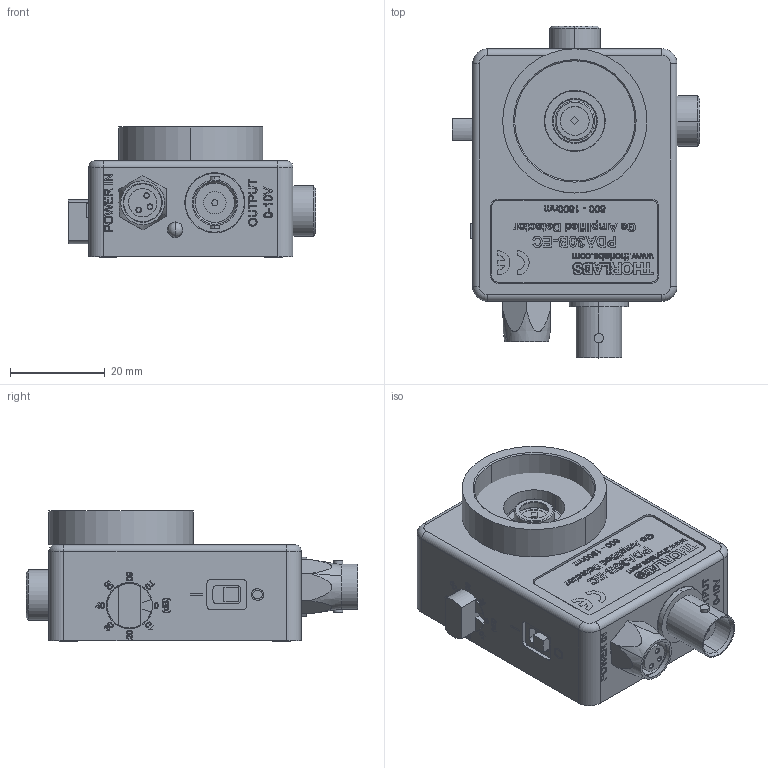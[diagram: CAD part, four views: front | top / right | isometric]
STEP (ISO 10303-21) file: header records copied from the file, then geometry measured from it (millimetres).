
FILE_DESCRIPTION (( 'STEP AP214' ), '1' );
FILE_NAME ('23156-E0W.STEP', '2012-06-08T19:18:24', ( 'Admin' ), ( '' ), 'SwSTEP 2.0', 'SolidWorks 2011', '' );
FILE_SCHEMA (( 'AUTOMOTIVE_DESIGN' ));
Length unit declared in the file: inch
Products named in the file (19): 13053-001_Etching; pcb; 23155-002_PDA30B-EC-LB1; 23156-E0W; SH2S019-1_HX-SHCS 0.086-56x0.188x0.188-N; GH7257-ND_button; Board; FDG03; FDS100_FDS100 Short Pins; PFH2S025-1_CR-FHMS 0.086-56x0.25x0.25-N; LM1XY-10_English; 13054-007; SM1T1; RKMF3; T1 LED_Green Short Leads; switch_Off; 13054-009; BNC_PMt; BNC Nut
Assembly tree (24 placements, depth 2):
  23156-E0W
    pcb
    PFH2S025-1_CR-FHMS 0.086-56x0.25x0.25-N  x4
    23155-002_PDA30B-EC-LB1
    LM1XY-10_English  x2
    RKMF3
    13054-009
    FDS100_FDS100 Short Pins
    13054-007
    FDG03
    Board
    switch_Off
    GH7257-ND_button
    T1 LED_Green Short Leads
    BNC Nut
    SH2S019-1_HX-SHCS 0.086-56x0.188x0.188-N  x3
    13053-001_Etching
    BNC_PMt
    SM1T1
Bounding box: 52.32 x 70.13 x 27.47 mm (x, y, z)
Volume: 25739 mm3; surface area: 31973.4 mm2
Topology: 25 solids, 26 shells, 2335 faces, 5969 edges, 3905 vertices
Faces by surface type: plane 1174, bspline 671, cylinder 378, cone 82, torus 28, sphere 2
Entity records: 123058 total; most frequent: CARTESIAN_POINT 49750, ORIENTED_EDGE 11338, DIRECTION 8231, EDGE_CURVE 5669, VERTEX_POINT 3743, VECTOR 3497, LINE 3497, EDGE_LOOP 2534
